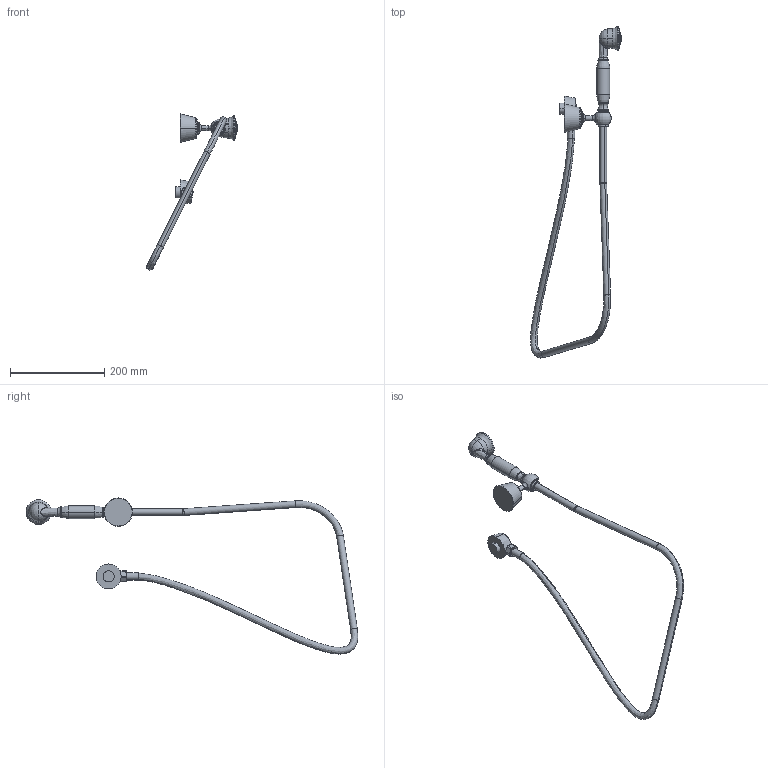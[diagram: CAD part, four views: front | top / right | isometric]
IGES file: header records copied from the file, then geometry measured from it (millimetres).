
Start section:  PTC IGES file: 281a.igs
Global section: file name: 281a.igs; native system: Creo Parametric by PTC Inc.; preprocessor: 2018400; author: jinson.thomas; organization: Unknown; date: 20201211.095029; units: inch
Bounding box: 192.45 x 703.39 x 330.89 mm (x, y, z)
Volume: 480504.3 mm3; surface area: 106251.4 mm2
Topology: 1 solids, 2 shells, 351 faces, 790 edges, 483 vertices
Faces by surface type: revolution 238, bspline 113
